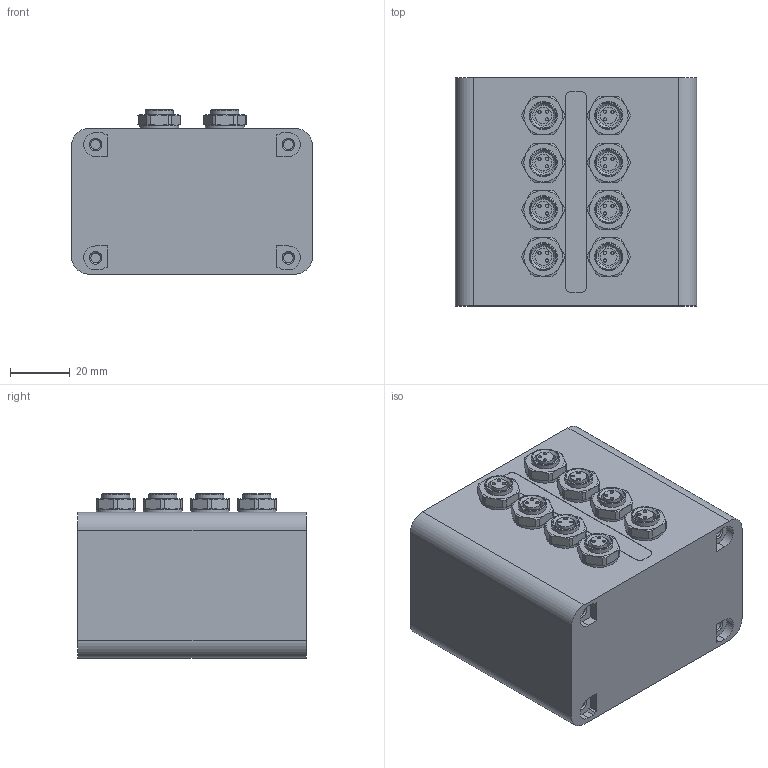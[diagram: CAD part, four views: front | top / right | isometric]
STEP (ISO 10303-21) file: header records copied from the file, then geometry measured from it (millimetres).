
FILE_DESCRIPTION((''),'2;1');
FILE_NAME('5225_08F.ipt.stp','2009-04-20T09:16:26',(''),(''),'Autodesk Inventor 2009','Autodesk Inventor 2009','');
FILE_SCHEMA(('AUTOMOTIVE_DESIGN { 1 0 10303 214 1 1 1 1 }'));
Length unit declared in the file: millimetre
Products named in the file (1): 5225_08F
Bounding box: 81 x 76.6 x 55.2 mm (x, y, z)
Volume: 305731.2 mm3; surface area: 31952 mm2
Topology: 1 solids, 1 shells, 387 faces, 824 edges, 508 vertices
Faces by surface type: plane 139, cone 112, cylinder 104, bspline 32
Full cylindrical faces by diameter (mm): 1.1 x12, 4 x4, 5.6 x4, 7 x8, 9.4 x8, 13 x8
Entity records: 10464 total; most frequent: CARTESIAN_POINT 2452, DIRECTION 1616, ORIENTED_EDGE 1480, EDGE_CURVE 740, AXIS2_PLACEMENT_3D 712, EDGE_LOOP 540, VERTEX_POINT 508, FACE_OUTER_BOUND 387
